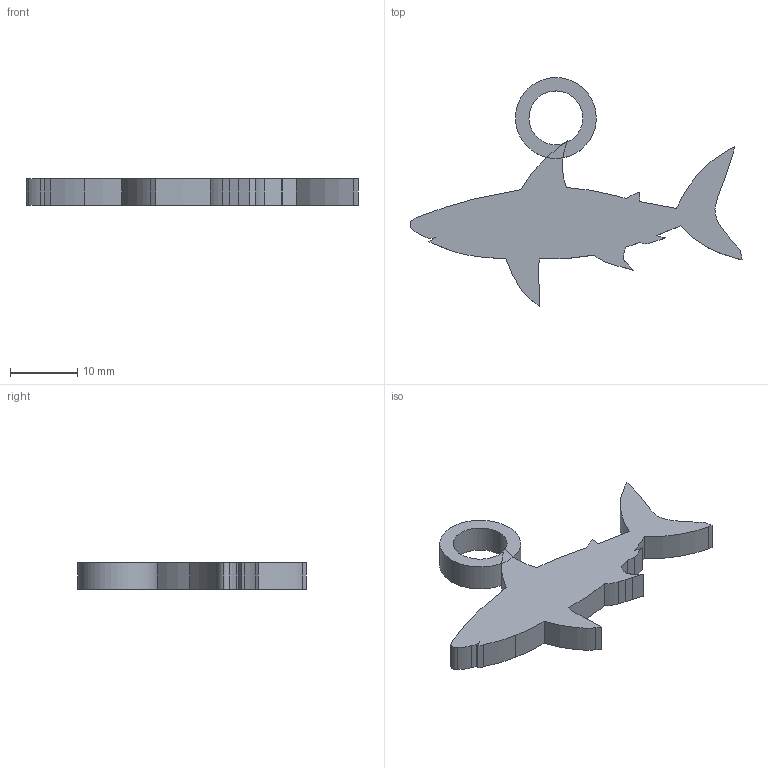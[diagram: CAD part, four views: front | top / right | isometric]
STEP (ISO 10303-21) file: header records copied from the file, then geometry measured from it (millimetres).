
FILE_DESCRIPTION(('FreeCAD Model'),'2;1');
FILE_NAME( 'shark_with_hoop.step', '2020-09-06T21:08:25',(''),(''),'Open CASCADE STEP processor 7.4', 'FreeCAD','Unknown');
FILE_SCHEMA(('AUTOMOTIVE_DESIGN { 1 0 10303 214 1 1 1 1 }'));
Length unit declared in the file: millimetre
Products named in the file (1): Fusion
Bounding box: 49.29 x 33.96 x 4 mm (x, y, z)
Volume: 1993.8 mm3; surface area: 1846.5 mm2
Topology: 1 solids, 1 shells, 67 faces, 189 edges, 122 vertices
Faces by surface type: bspline 67
Entity records: 6331 total; most frequent: CARTESIAN_POINT 3398, B_SPLINE_CURVE_WITH_KNOTS 547, ORIENTED_EDGE 378, PCURVE 378, DEFINITIONAL_REPRESENTATION 378, EDGE_CURVE 189, SURFACE_CURVE 189, VERTEX_POINT 122
